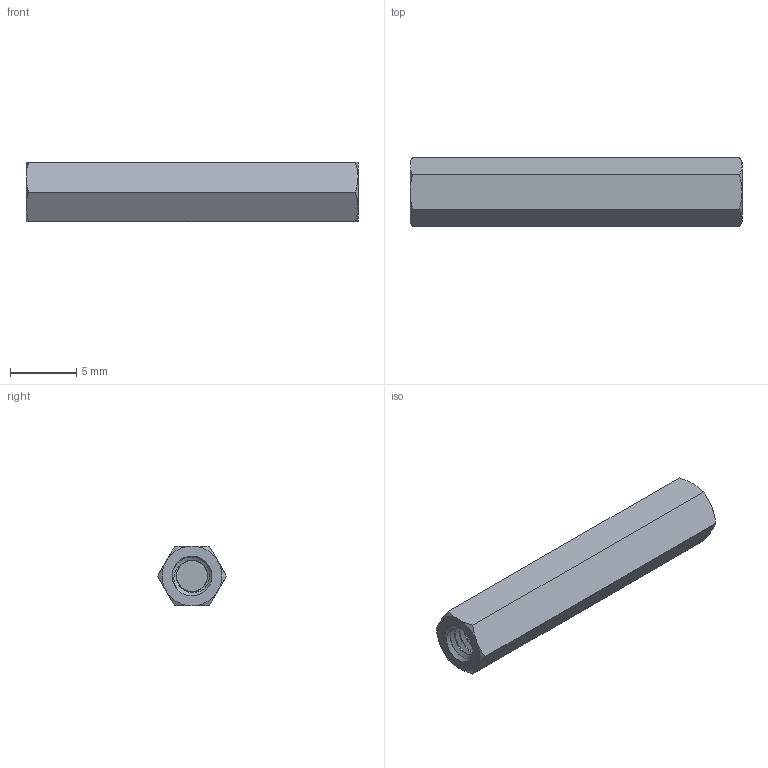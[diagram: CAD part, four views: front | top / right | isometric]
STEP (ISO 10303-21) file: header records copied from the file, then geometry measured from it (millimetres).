
FILE_DESCRIPTION(/* description */ ('STEP AP214','CAx-IF Rec.Pracs.---User Defined Attributes---1.5---2016-08-15'),/* implementation_level */ '2;1');
FILE_NAME(/* name */ '6930f1d5f02cf44860177ab3',/* time_stamp */ '2025-12-04T02:28:38Z',/* author */ (''),/* organization */ (''),/* preprocessor_version */ 'ST-DEVELOPER v20',/* originating_system */ 'ONSHAPE BY PTC INC, 1.207',/* authorisation */ ' ');
FILE_SCHEMA (('AUTOMOTIVE_DESIGN {1 0 10303 214 3 1 1}'));
Length unit declared in the file: metre
Products named in the file (1): M3 23 copper column
Bounding box: 25 x 5.2 x 4.5 mm (x, y, z)
Volume: 383.2 mm3; surface area: 573.5 mm2
Topology: 1 solids, 1 shells, 32 faces, 161 edges, 133 vertices
Faces by surface type: cone 14, plane 10, cylinder 4, bspline 4
Entity records: 4088 total; most frequent: CARTESIAN_POINT 3081, ORIENTED_EDGE 322, EDGE_CURVE 161, VERTEX_POINT 133, DIRECTION 110, AXIS2_PLACEMENT_3D 52, EDGE_LOOP 34, FACE_BOUND 34
